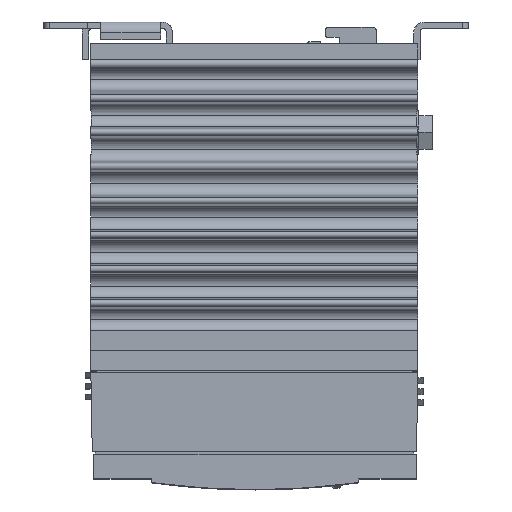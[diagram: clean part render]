
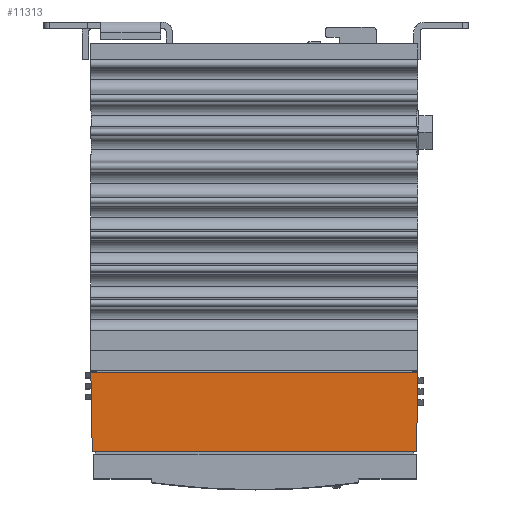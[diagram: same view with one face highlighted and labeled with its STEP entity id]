
A CAD part, top view. The second image highlights one B-rep face of the part: STEP entity #11313.
In plain terms, the highlighted planar face has unit normal (0, -0.018, 1).
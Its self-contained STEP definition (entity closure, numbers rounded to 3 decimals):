
#1304 = B_SPLINE_CURVE_WITH_KNOTS ( 'NONE', 3,
 ( #31496, #31497, #31498, #31499 ),
 .UNSPECIFIED., .F., .F.,
 ( 4, 4 ),
 ( 0., 1. ),
 .UNSPECIFIED. ) ;
#1310 = B_SPLINE_CURVE_WITH_KNOTS ( 'NONE', 3,
 ( #31443, #31444, #31445, #31446 ),
 .UNSPECIFIED., .F., .F.,
 ( 4, 4 ),
 ( 0., 1. ),
 .UNSPECIFIED. ) ;
#5179 = ORIENTED_EDGE ( 'NONE', *, *, #37965, .T. ) ;
#5180 = ORIENTED_EDGE ( 'NONE', *, *, #37957, .T. ) ;
#5182 = ORIENTED_EDGE ( 'NONE', *, *, #37964, .T. ) ;
#5183 = ORIENTED_EDGE ( 'NONE', *, *, #37963, .T. ) ;
#5722 = VECTOR ( 'NONE', #31493, 1000. ) ;
#5724 = VECTOR ( 'NONE', #31495, 1000. ) ;
#6184 = FACE_OUTER_BOUND ( 'NONE', #27099, .T. ) ;
#7289 = VERTEX_POINT ( 'NONE', #10661 ) ;
#7331 = VERTEX_POINT ( 'NONE', #10570 ) ;
#7335 = VERTEX_POINT ( 'NONE', #10574 ) ;
#7336 = VERTEX_POINT ( 'NONE', #10573 ) ;
#8140 = LINE ( 'NONE', #31492, #5722 ) ;
#8142 = LINE ( 'NONE', #31494, #5724 ) ;
#8493 = DIRECTION ( 'NONE',  ( 0., -0.017, 1. ) ) ;
#8513 = CARTESIAN_POINT ( 'NONE',  ( -29.133, -40.678, 17.324 ) ) ;
#8516 = DIRECTION ( 'NONE',  ( 0., -1., -0.017 ) ) ;
#8661 = PLANE ( 'NONE',  #17948 ) ;
#10570 = CARTESIAN_POINT ( 'NONE',  ( -28.676, -40.678, 17.324 ) ) ;
#10573 = CARTESIAN_POINT ( 'NONE',  ( -28.354, -59.093, 17.003 ) ) ;
#10574 = CARTESIAN_POINT ( 'NONE',  ( 47.203, -59.093, 17.003 ) ) ;
#10661 = CARTESIAN_POINT ( 'NONE',  ( 47.524, -40.678, 17.324 ) ) ;
#11313 = ADVANCED_FACE ( 'NONE', ( #6184 ), #8661, .T. ) ;
#17948 = AXIS2_PLACEMENT_3D ( 'NONE', #8513, #8493, #8516 ) ;
#27099 = EDGE_LOOP ( 'NONE', ( #5183, #5180, #5182, #5179 ) ) ;
#31443 = CARTESIAN_POINT ( 'NONE',  ( -28.676, -40.678, 17.324 ) ) ;
#31444 = CARTESIAN_POINT ( 'NONE',  ( -28.569, -46.817, 17.217 ) ) ;
#31445 = CARTESIAN_POINT ( 'NONE',  ( -28.461, -52.955, 17.11 ) ) ;
#31446 = CARTESIAN_POINT ( 'NONE',  ( -28.354, -59.093, 17.003 ) ) ;
#31492 = CARTESIAN_POINT ( 'NONE',  ( 9.424, -40.678, 17.324 ) ) ;
#31493 = DIRECTION ( 'NONE',  ( -1., 0., 0. ) ) ;
#31494 = CARTESIAN_POINT ( 'NONE',  ( 9.424, -59.093, 17.003 ) ) ;
#31495 = DIRECTION ( 'NONE',  ( 1., 0., 0. ) ) ;
#31496 = CARTESIAN_POINT ( 'NONE',  ( 47.203, -59.093, 17.003 ) ) ;
#31497 = CARTESIAN_POINT ( 'NONE',  ( 47.31, -52.955, 17.11 ) ) ;
#31498 = CARTESIAN_POINT ( 'NONE',  ( 47.417, -46.817, 17.217 ) ) ;
#31499 = CARTESIAN_POINT ( 'NONE',  ( 47.524, -40.678, 17.324 ) ) ;
#37957 = EDGE_CURVE ( 'NONE', #7331, #7336, #1310, .T. ) ;
#37963 = EDGE_CURVE ( 'NONE', #7289, #7331, #8140, .T. ) ;
#37964 = EDGE_CURVE ( 'NONE', #7336, #7335, #8142, .T. ) ;
#37965 = EDGE_CURVE ( 'NONE', #7335, #7289, #1304, .T. ) ;
